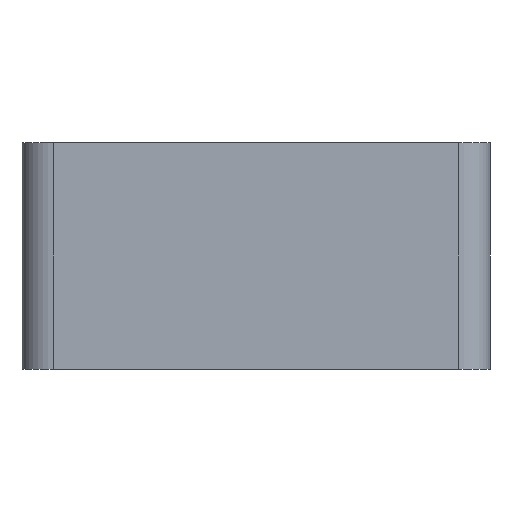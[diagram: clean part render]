
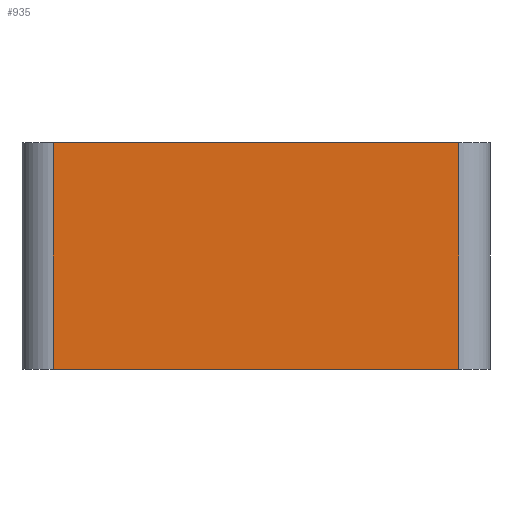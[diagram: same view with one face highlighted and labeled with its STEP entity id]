
A CAD part, front view. The second image highlights one B-rep face of the part: STEP entity #935.
In plain terms, the highlighted planar face has unit normal (0, -1, 0).
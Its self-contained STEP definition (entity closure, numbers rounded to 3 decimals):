
#49=PLANE('',#1012);
#68=FACE_OUTER_BOUND('',#122,.T.);
#122=EDGE_LOOP('',(#671,#672,#673,#674));
#198=LINE('',#1430,#265);
#212=LINE('',#1495,#279);
#213=LINE('',#1498,#280);
#214=LINE('',#1499,#281);
#265=VECTOR('',#1121,10.);
#279=VECTOR('',#1179,10.);
#280=VECTOR('',#1182,10.);
#281=VECTOR('',#1183,10.);
#403=VERTEX_POINT('',#1427);
#404=VERTEX_POINT('',#1429);
#433=VERTEX_POINT('',#1493);
#434=VERTEX_POINT('',#1497);
#494=EDGE_CURVE('',#403,#404,#198,.T.);
#527=EDGE_CURVE('',#433,#403,#212,.T.);
#528=EDGE_CURVE('',#434,#433,#213,.T.);
#529=EDGE_CURVE('',#404,#434,#214,.T.);
#671=ORIENTED_EDGE('',*,*,#527,.F.);
#672=ORIENTED_EDGE('',*,*,#528,.F.);
#673=ORIENTED_EDGE('',*,*,#529,.F.);
#674=ORIENTED_EDGE('',*,*,#494,.F.);
#935=ADVANCED_FACE('',(#68),#49,.T.);
#1012=AXIS2_PLACEMENT_3D('',#1496,#1180,#1181);
#1121=DIRECTION('',(1.,0.,0.));
#1179=DIRECTION('',(0.,0.,1.));
#1180=DIRECTION('center_axis',(0.,-1.,0.));
#1181=DIRECTION('ref_axis',(1.,0.,0.));
#1182=DIRECTION('',(-1.,0.,0.));
#1183=DIRECTION('',(0.,0.,-1.));
#1427=CARTESIAN_POINT('',(-20.575,-5.95,4.33));
#1429=CARTESIAN_POINT('',(20.575,-5.95,4.33));
#1430=CARTESIAN_POINT('',(-23.75,-5.95,4.33));
#1493=CARTESIAN_POINT('',(-20.575,-5.95,-18.67));
#1495=CARTESIAN_POINT('',(-20.575,-5.95,-18.67));
#1496=CARTESIAN_POINT('Origin',(-23.75,-5.95,-18.67));
#1497=CARTESIAN_POINT('',(20.575,-5.95,-18.67));
#1498=CARTESIAN_POINT('',(23.75,-5.95,-18.67));
#1499=CARTESIAN_POINT('',(20.575,-5.95,-18.67));
